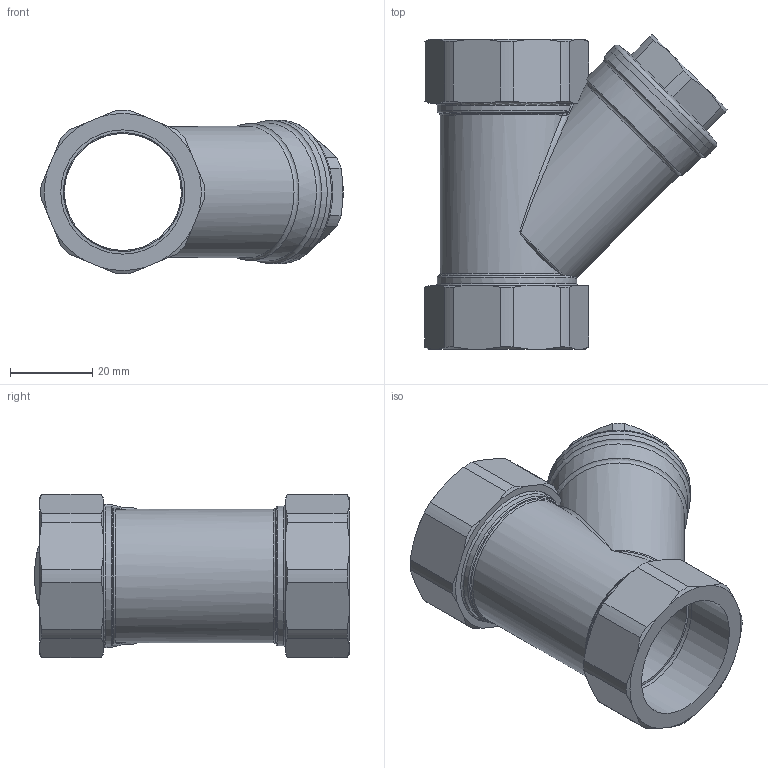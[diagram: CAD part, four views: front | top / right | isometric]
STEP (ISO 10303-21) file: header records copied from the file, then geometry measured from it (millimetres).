
FILE_DESCRIPTION(/* description */ ('Unknown'),/* implementation_level */ '2;1');
FILE_NAME(/* name */ '1050-06',/* time_stamp */ '2022-01-28T11:30:32+01:00',/* author */ ('Unknown'),/* organization */ ('Unknown'),/* preprocessor_version */ 'ST-DEVELOPER v16.7',/* originating_system */ 'Solid Edge',/* authorisation */ 'Unknown');
FILE_SCHEMA (('AUTOMOTIVE_DESIGN {1 0 10303 214 3 1 1}'));
Length unit declared in the file: millimetre
Products named in the file (3): 1050-06_(2.610.025); 2.610.025_Körper; 2.610.025_Deckel
Assembly tree (2 placements, depth 2):
  1050-06_(2.610.025)
    2.610.025_Körper
    2.610.025_Deckel
Bounding box: 73.7 x 76.67 x 39.99 mm (x, y, z)
Volume: 34280.6 mm3; surface area: 26757.3 mm2
Topology: 2 solids, 2 shells, 138 faces, 378 edges, 246 vertices
Faces by surface type: cylinder 41, cone 38, plane 35, bspline 13, torus 11
Full cylindrical faces by diameter (mm): 25 x1, 28.376 x2, 28.5 x1, 29 x1, 30 x1, 30.291 x4, 33.5 x1, 34 x1, 35 x2
Entity records: 5533 total; most frequent: CARTESIAN_POINT 1385, ORIENTED_EDGE 678, DIRECTION 606, EDGE_CURVE 339, AXIS2_PLACEMENT_3D 265, VERTEX_POINT 231, EDGE_LOOP 166, FACE_BOUND 166
